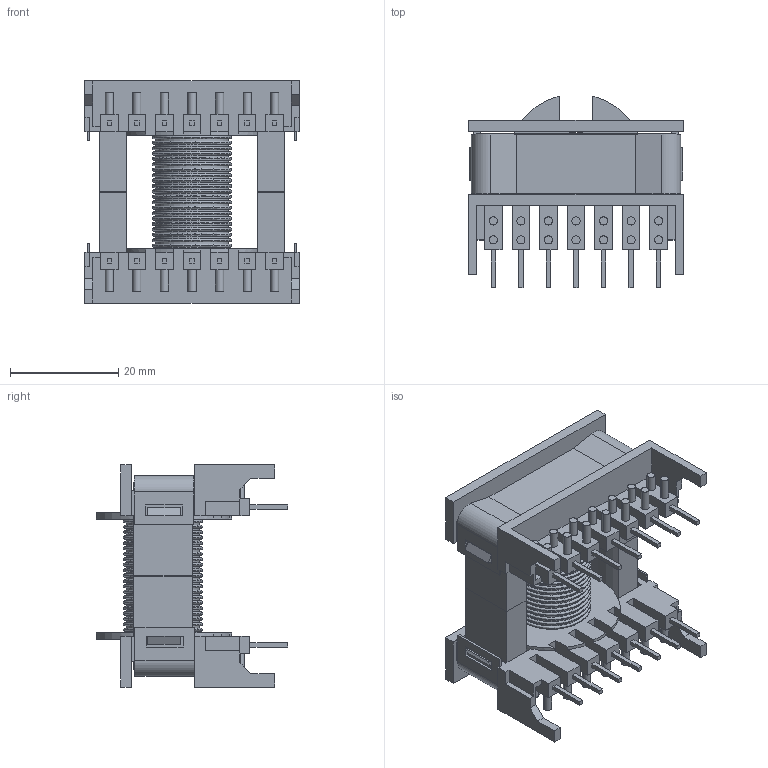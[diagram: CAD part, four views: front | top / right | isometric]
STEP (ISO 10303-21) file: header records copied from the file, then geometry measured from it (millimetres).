
FILE_DESCRIPTION (( 'STEP AP214' ), '1' );
FILE_NAME ('User Library-ETD34.STEP', '2016-06-27T16:42:03', ( 'Windows User' ), ( '' ), 'SwSTEP 2.0', 'SolidWorks 2016', '' );
FILE_SCHEMA (( 'AUTOMOTIVE_DESIGN' ));
Length unit declared in the file: millimetre
Products named in the file (5): User Library-ETD34_ETD34_Part2; User Library-ETD34_CPH-ETD34-1S-14P; User Library-ETD34_ETD34_Part4; User Library-ETD34_ETD34_Part3; User Library-ETD34
Assembly tree (6 placements, depth 2):
  User Library-ETD34
    User Library-ETD34_ETD34_Part3  x2
    User Library-ETD34_ETD34_Part4
    User Library-ETD34_CPH-ETD34-1S-14P
    User Library-ETD34_ETD34_Part2  x2
Bounding box: 39.6 x 35.33 x 41 mm (x, y, z)
Volume: 15516.7 mm3; surface area: 18871.3 mm2
Topology: 40 solids, 40 shells, 506 faces, 1246 edges, 800 vertices
Faces by surface type: plane 334, cylinder 88, bspline 84
Entity records: 20324 total; most frequent: CARTESIAN_POINT 3609, ORIENTED_EDGE 2284, DIRECTION 2264, EDGE_CURVE 1142, LINE 802, VECTOR 802, VERTEX_POINT 732, AXIS2_PLACEMENT_3D 731
